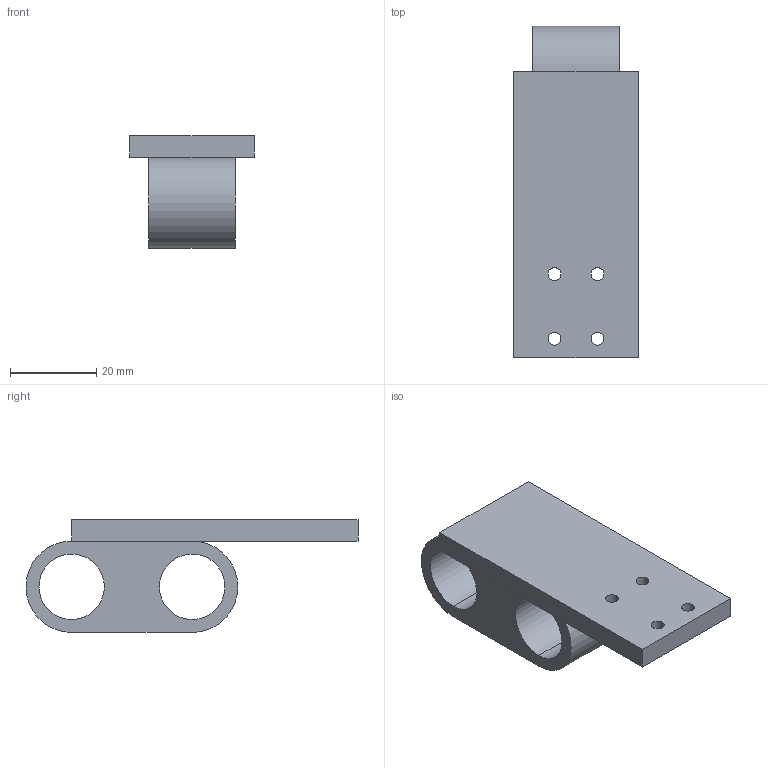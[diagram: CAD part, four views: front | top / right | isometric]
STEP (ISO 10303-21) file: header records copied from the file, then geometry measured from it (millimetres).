
FILE_DESCRIPTION (( 'STEP AP214' ), '1' );
FILE_NAME ('V1 Head Mount ROD MOD.STEP', '2022-11-16T02:55:00', ( '' ), ( '' ), 'SwSTEP 2.0', 'SolidWorks 2020', '' );
FILE_SCHEMA (( 'AUTOMOTIVE_DESIGN' ));
Length unit declared in the file: millimetre
Products named in the file (1): V1 Head Mount ROD MOD
Bounding box: 29 x 77.1 x 26.2 mm (x, y, z)
Volume: 21174.6 mm3; surface area: 9353.4 mm2
Topology: 1 solids, 1 shells, 23 faces, 61 edges, 40 vertices
Faces by surface type: cylinder 14, plane 9
Entity records: 785 total; most frequent: DIRECTION 137, CARTESIAN_POINT 125, ORIENTED_EDGE 122, EDGE_CURVE 61, AXIS2_PLACEMENT_3D 52, VERTEX_POINT 40, EDGE_LOOP 35, VECTOR 33
